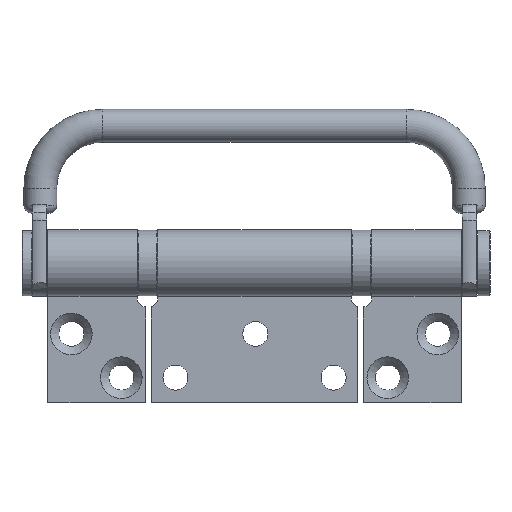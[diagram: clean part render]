
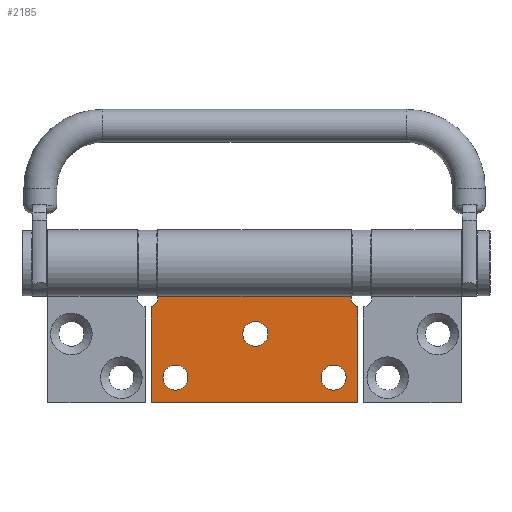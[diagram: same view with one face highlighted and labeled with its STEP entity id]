
A CAD part, left-side view. The second image highlights one B-rep face of the part: STEP entity #2185.
In plain terms, the highlighted face is planar.
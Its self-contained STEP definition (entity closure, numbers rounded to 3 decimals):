
#163=FACE_BOUND('',#415,.T.);
#164=FACE_BOUND('',#416,.T.);
#165=FACE_BOUND('',#417,.T.);
#202=PLANE('',#2483);
#292=FACE_OUTER_BOUND('',#414,.T.);
#414=EDGE_LOOP('',(#1630,#1631,#1632,#1633,#1634,#1635,#1636,#1637));
#415=EDGE_LOOP('',(#1638));
#416=EDGE_LOOP('',(#1639));
#417=EDGE_LOOP('',(#1640));
#546=LINE('',#3542,#654);
#553=LINE('',#3569,#661);
#556=LINE('',#3579,#664);
#564=LINE('',#3593,#672);
#566=LINE('',#3597,#674);
#567=LINE('',#3599,#675);
#654=VECTOR('',#2835,10.);
#661=VECTOR('',#2860,10.);
#664=VECTOR('',#2869,10.);
#672=VECTOR('',#2883,10.);
#674=VECTOR('',#2889,10.);
#675=VECTOR('',#2892,10.);
#771=CIRCLE('',#2450,3.);
#776=CIRCLE('',#2457,3.);
#781=CIRCLE('',#2464,3.);
#784=CIRCLE('',#2469,2.);
#786=CIRCLE('',#2472,2.);
#952=VERTEX_POINT('',#3508);
#957=VERTEX_POINT('',#3522);
#962=VERTEX_POINT('',#3536);
#963=VERTEX_POINT('',#3540);
#964=VERTEX_POINT('',#3541);
#969=VERTEX_POINT('',#3553);
#971=VERTEX_POINT('',#3559);
#972=VERTEX_POINT('',#3560);
#975=VERTEX_POINT('',#3568);
#979=VERTEX_POINT('',#3578);
#982=VERTEX_POINT('',#3591);
#1203=EDGE_CURVE('',#952,#952,#771,.T.);
#1210=EDGE_CURVE('',#957,#957,#776,.T.);
#1217=EDGE_CURVE('',#962,#962,#781,.T.);
#1218=EDGE_CURVE('',#963,#964,#546,.T.);
#1224=EDGE_CURVE('',#969,#963,#784,.T.);
#1227=EDGE_CURVE('',#971,#972,#786,.T.);
#1231=EDGE_CURVE('',#975,#971,#553,.T.);
#1236=EDGE_CURVE('',#969,#979,#556,.T.);
#1244=EDGE_CURVE('',#982,#972,#564,.T.);
#1246=EDGE_CURVE('',#975,#964,#566,.T.);
#1247=EDGE_CURVE('',#982,#979,#567,.T.);
#1630=ORIENTED_EDGE('',*,*,#1218,.T.);
#1631=ORIENTED_EDGE('',*,*,#1246,.F.);
#1632=ORIENTED_EDGE('',*,*,#1231,.T.);
#1633=ORIENTED_EDGE('',*,*,#1227,.T.);
#1634=ORIENTED_EDGE('',*,*,#1244,.F.);
#1635=ORIENTED_EDGE('',*,*,#1247,.T.);
#1636=ORIENTED_EDGE('',*,*,#1236,.F.);
#1637=ORIENTED_EDGE('',*,*,#1224,.T.);
#1638=ORIENTED_EDGE('',*,*,#1203,.T.);
#1639=ORIENTED_EDGE('',*,*,#1210,.T.);
#1640=ORIENTED_EDGE('',*,*,#1217,.T.);
#2185=ADVANCED_FACE('',(#292,#163,#164,#165),#202,.T.);
#2450=AXIS2_PLACEMENT_3D('',#3510,#2799,#2800);
#2457=AXIS2_PLACEMENT_3D('',#3524,#2815,#2816);
#2464=AXIS2_PLACEMENT_3D('',#3538,#2831,#2832);
#2469=AXIS2_PLACEMENT_3D('',#3554,#2845,#2846);
#2472=AXIS2_PLACEMENT_3D('',#3561,#2852,#2853);
#2483=AXIS2_PLACEMENT_3D('',#3598,#2890,#2891);
#2799=DIRECTION('center_axis',(0.,-1.,0.));
#2800=DIRECTION('ref_axis',(1.,0.,0.));
#2815=DIRECTION('center_axis',(0.,-1.,0.));
#2816=DIRECTION('ref_axis',(1.,0.,0.));
#2831=DIRECTION('center_axis',(0.,-1.,0.));
#2832=DIRECTION('ref_axis',(1.,0.,0.));
#2835=DIRECTION('',(0.,0.,1.));
#2845=DIRECTION('center_axis',(0.,-1.,0.));
#2846=DIRECTION('ref_axis',(-0.225,0.,0.974));
#2852=DIRECTION('center_axis',(0.,-1.,0.));
#2853=DIRECTION('ref_axis',(-1.,0.,0.));
#2860=DIRECTION('',(0.,0.,-1.));
#2869=DIRECTION('',(0.,0.,-1.));
#2883=DIRECTION('',(0.,0.,1.));
#2889=DIRECTION('',(-1.,0.,0.));
#2890=DIRECTION('center_axis',(0.,1.,0.));
#2891=DIRECTION('ref_axis',(0.,0.,1.));
#2892=DIRECTION('',(-1.,0.,0.));
#3508=CARTESIAN_POINT('',(-3.2,-5.,-17.));
#3510=CARTESIAN_POINT('Origin',(-0.2,-5.,-17.));
#3522=CARTESIAN_POINT('',(-22.,-5.,-27.5));
#3524=CARTESIAN_POINT('Origin',(-19.,-5.,-27.5));
#3536=CARTESIAN_POINT('',(16.,-5.,-27.5));
#3538=CARTESIAN_POINT('Origin',(19.,-5.,-27.5));
#3540=CARTESIAN_POINT('',(-23.25,-5.,-8.551));
#3541=CARTESIAN_POINT('',(-23.25,-5.,0.));
#3542=CARTESIAN_POINT('',(-23.25,-5.,-12.));
#3553=CARTESIAN_POINT('',(-24.8,-5.,-10.5));
#3554=CARTESIAN_POINT('Origin',(-25.25,-5.,-8.551));
#3559=CARTESIAN_POINT('',(23.25,-5.,-8.551));
#3560=CARTESIAN_POINT('',(24.8,-5.,-10.5));
#3561=CARTESIAN_POINT('Origin',(25.25,-5.,-8.551));
#3568=CARTESIAN_POINT('',(23.25,-5.,0.));
#3569=CARTESIAN_POINT('',(23.25,-5.,-21.026));
#3578=CARTESIAN_POINT('',(-24.8,-5.,-33.5));
#3579=CARTESIAN_POINT('',(-24.8,-5.,0.));
#3591=CARTESIAN_POINT('',(24.8,-5.,-33.5));
#3593=CARTESIAN_POINT('',(24.8,-5.,0.));
#3597=CARTESIAN_POINT('',(0.,-5.,0.));
#3598=CARTESIAN_POINT('Origin',(0.,-5.,-33.5));
#3599=CARTESIAN_POINT('',(0.,-5.,-33.5));
